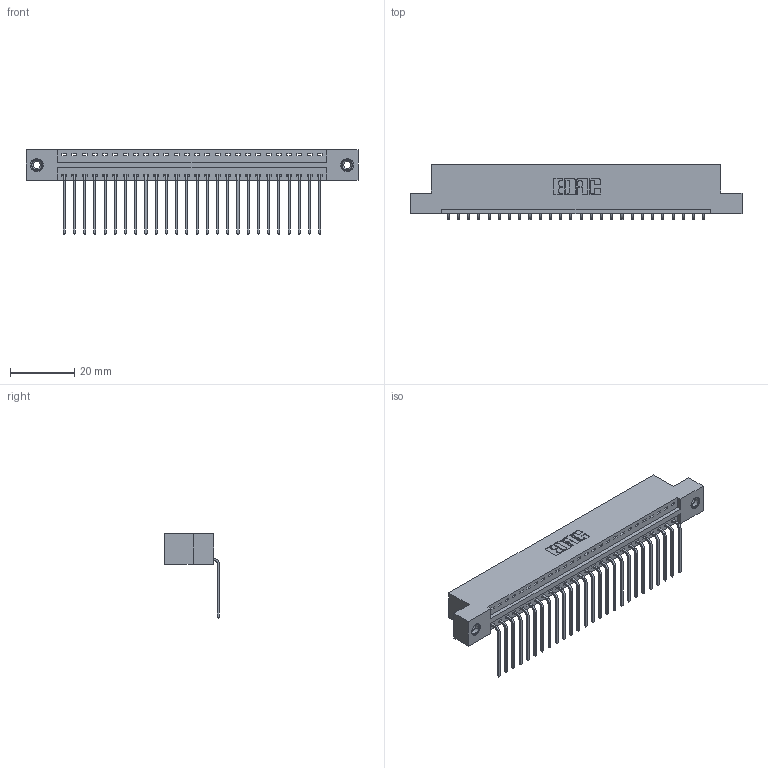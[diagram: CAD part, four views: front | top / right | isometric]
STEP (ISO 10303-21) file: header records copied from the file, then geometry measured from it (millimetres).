
FILE_DESCRIPTION (( 'STEP AP203' ), '1' );
FILE_NAME ('346-026-559-108.STEP', '2022-05-06T03:36:03', ( '' ), ( '' ), 'SwSTEP 2.0', 'SolidWorks 2020', '' );
FILE_SCHEMA (( 'CONFIG_CONTROL_DESIGN' ));
Length unit declared in the file: inch
Products named in the file (4): 346 Part_Flush Mounting Lugs - 0.156 Dia-TI; 345-250-001_345-250-003-102; 345-292-001_558 559 Tail - 1; 346-026-559-108
Assembly tree (29 placements, depth 2):
  346-026-559-108
    346 Part_Flush Mounting Lugs - 0.156 Dia-TI
    345-292-001_558 559 Tail - 1  x26
    345-250-001_345-250-003-102  x2
Bounding box: 103.12 x 17.08 x 26.16 mm (x, y, z)
Volume: 9841.1 mm3; surface area: 12666.1 mm2
Topology: 29 solids, 29 shells, 1742 faces, 5197 edges, 3422 vertices
Faces by surface type: plane 1200, cylinder 526, cone 12, torus 4
Entity records: 19560 total; most frequent: CARTESIAN_POINT 3341, ORIENTED_EDGE 3294, DIRECTION 2993, EDGE_CURVE 1647, LINE 1391, VECTOR 1391, VERTEX_POINT 1092, AXIS2_PLACEMENT_3D 801
